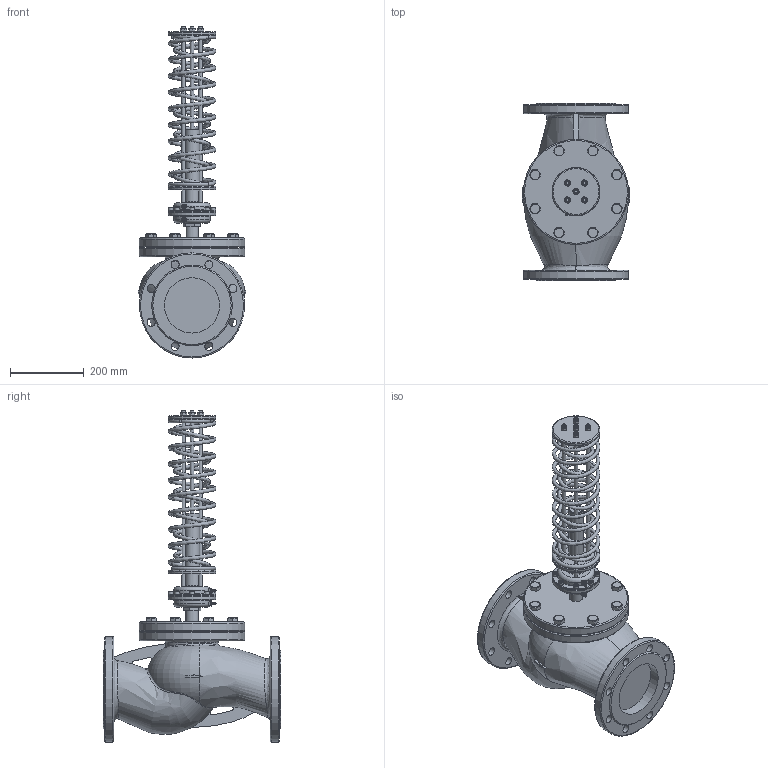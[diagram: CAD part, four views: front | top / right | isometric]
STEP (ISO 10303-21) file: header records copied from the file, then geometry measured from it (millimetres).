
FILE_DESCRIPTION(('STEP AP214'), '1');
FILE_NAME('Ðåãóëÿòîðû ïåðåïàäà äàâëåíèÿ ÂÐÄÄ', '', ('UNSPECIFIED'), ('UNSPECIFIED'), 'C3D Converter', 'C3D Toolkit', '');
FILE_SCHEMA(('AUTOMOTIVE_DESIGN { 1 0 10303 214 3 1 1}'));
Length unit declared in the file: millimetre
Products named in the file (7): -11; -02
Assembly tree (25 placements, depth 3):
  -11
    -11
      (unnamed)  x8
    -02
      (unnamed)  x8
      (unnamed)  x2
      (unnamed)  x5
Bounding box: 292.5 x 480 x 900 mm (x, y, z)
Volume: 22059589.8 mm3; surface area: 1326068.2 mm2
Topology: 31 solids, 31 shells, 630 faces, 1394 edges, 861 vertices
Faces by surface type: plane 323, cylinder 121, cone 114, torus 42, bspline 28, revolution 1, extrusion 1
Full cylindrical faces by diameter (mm): 1.7 x2, 2.7 x4, 6 x18, 6.5 x4, 8 x10, 8.5 x4, 8.917 x5, 10 x17, 13 x8, 20 x8, 22 x24, 35 x1, 40 x3, 50 x1, 100 x2, 130 x4, 150 x2, 285 x4
Entity records: 30087 total; most frequent: CARTESIAN_POINT 21845, DIRECTION 1193, ORIENTED_EDGE 1032, AXIS2_PLACEMENT_3D 549, EDGE_LOOP 538, EDGE_CURVE 516, VERTEX_POINT 405, FACE_BOUND 300
